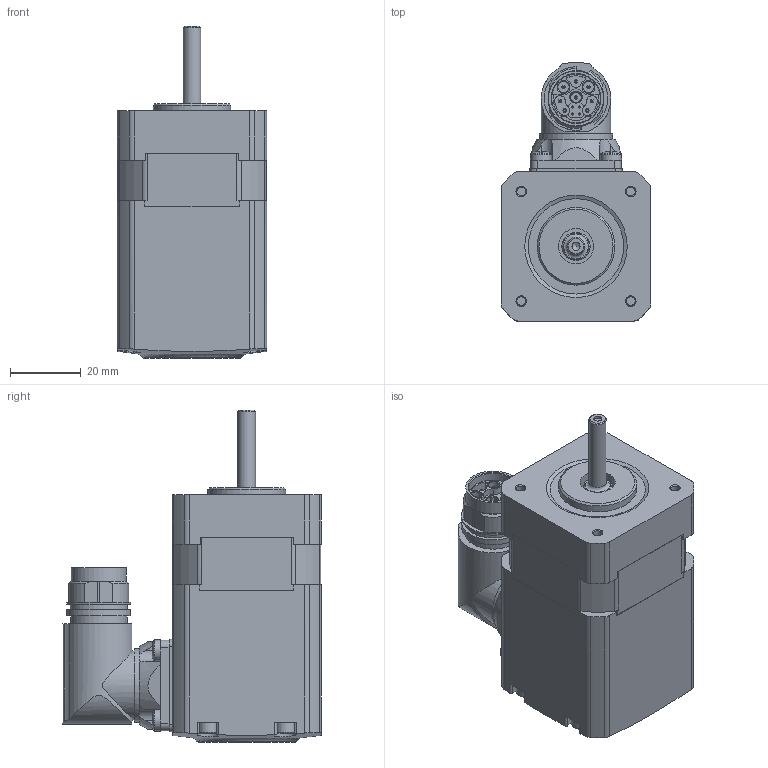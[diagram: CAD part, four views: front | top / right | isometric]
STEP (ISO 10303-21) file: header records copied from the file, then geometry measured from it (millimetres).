
FILE_DESCRIPTION(/* description */ ('STEP AP214'),/* implementation_level */ '2;1');
FILE_NAME(/* name */ '8156163_EMMT-ST-42-S-RM',/* time_stamp */ '2025-05-07T10:27:58+02:00',/* author */ ('License CC BY-ND 4.0'),/* organization */ ('CADENAS'),/* preprocessor_version */ 'ST-DEVELOPER v19.3',/* originating_system */ 'PARTsolutions',/* authorisation */ ' ');
FILE_SCHEMA (('AUTOMOTIVE_DESIGN {1 0 10303 214 3 1 1}'));
Length unit declared in the file: millimetre
Products named in the file (1): 8156163 EMMT-ST-42-S-RM---(400)
Bounding box: 42.3 x 73.3 x 94 mm (x, y, z)
Volume: 137580.8 mm3; surface area: 20362.2 mm2
Topology: 1 solids, 1 shells, 517 faces, 1377 edges, 902 vertices
Faces by surface type: cylinder 244, plane 217, torus 35, cone 21
Full cylindrical faces by diameter (mm): 0.6 x4, 1 x8, 2.3 x1, 2.459 x4, 3.25 x2, 3.3 x1, 5 x1, 5.5 x4, 6 x4, 8 x1, 10 x1, 13.75 x1, 15.54 x1, 16 x1, 19.6 x1, 20.7 x1, 22 x1
Entity records: 15934 total; most frequent: CARTESIAN_POINT 3124, DIRECTION 2789, ORIENTED_EDGE 2556, EDGE_CURVE 1278, AXIS2_PLACEMENT_3D 1102, VERTEX_POINT 882, FACE_BOUND 636, EDGE_LOOP 635
